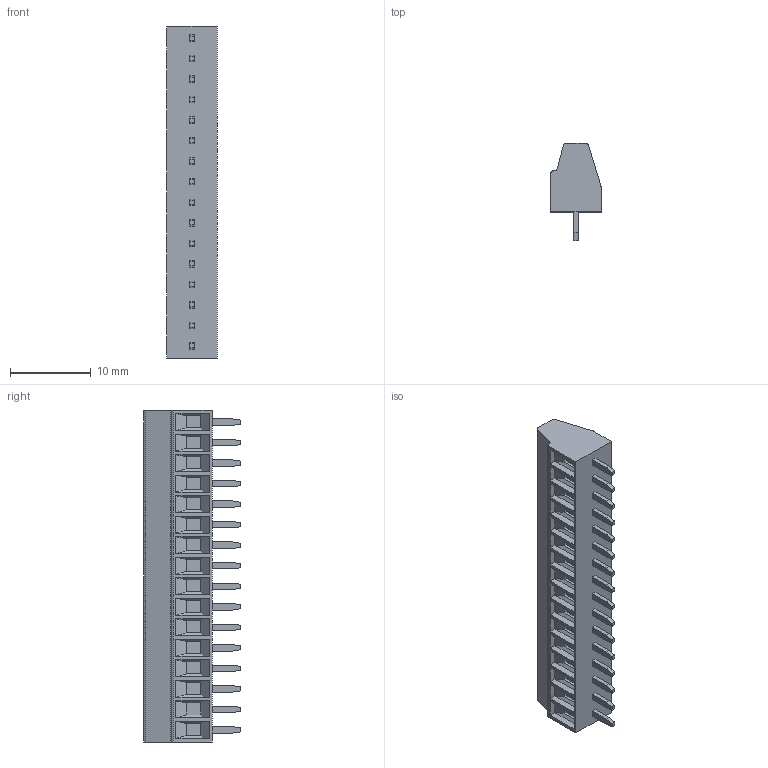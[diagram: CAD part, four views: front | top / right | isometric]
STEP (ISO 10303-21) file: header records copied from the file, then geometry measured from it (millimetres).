
FILE_DESCRIPTION((''),'2;1');
FILE_NAME('PRT0008','2024-08-24T10:16:12',('tluser'),(''),'CREO PARAMETRIC BY PTC INC, 2018100','CREO PARAMETRIC BY PTC INC, 2018100','');
FILE_SCHEMA(('AUTOMOTIVE_DESIGN { 1 0 10303 214 1 1 1 1 }'));
Length unit declared in the file: millimetre
Products named in the file (1): PRT0008
Bounding box: 6.2 x 12 x 41.1 mm (x, y, z)
Volume: 1641 mm3; surface area: 1667.3 mm2
Topology: 1 solids, 1 shells, 429 faces, 1041 edges, 662 vertices
Faces by surface type: plane 393, cylinder 36
Entity records: 12397 total; most frequent: CARTESIAN_POINT 2143, ORIENTED_EDGE 2082, DIRECTION 2048, EDGE_CURVE 1041, VECTOR 905, LINE 905, VERTEX_POINT 662, AXIS2_PLACEMENT_3D 570
